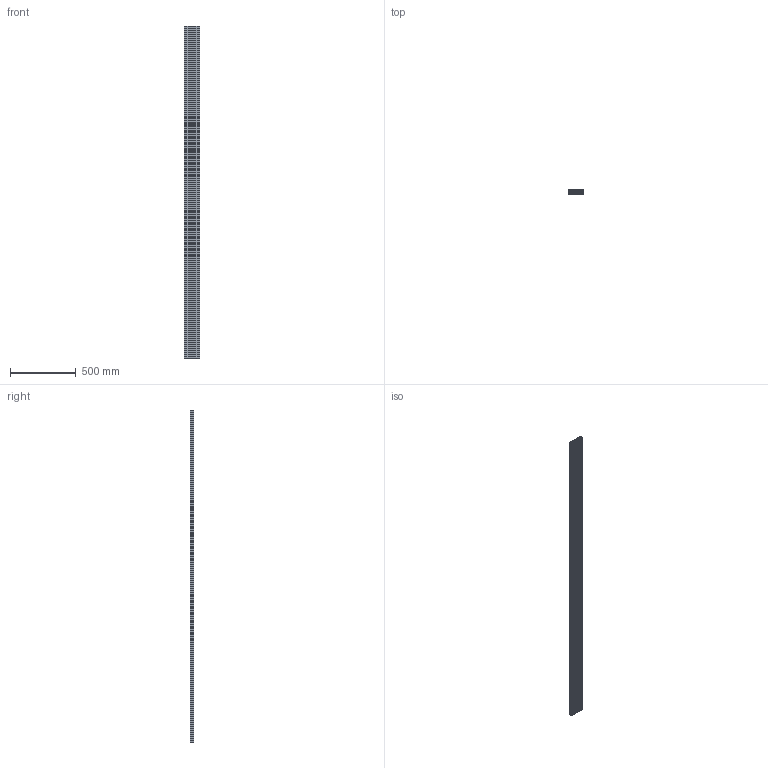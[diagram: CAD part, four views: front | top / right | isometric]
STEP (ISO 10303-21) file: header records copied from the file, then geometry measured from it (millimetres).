
FILE_DESCRIPTION (( 'STEP AP214' ), '1' );
FILE_NAME ('3312X Êîíñòðóêöèîííûé ïðîôèëü 30õ120.STEP', '2019-10-29T12:04:15', ( 'Windows User' ), ( '' ), 'SwSTEP 2.0', 'SolidWorks 2019', '' );
FILE_SCHEMA (( 'AUTOMOTIVE_DESIGN' ));
Length unit declared in the file: millimetre
Products named in the file (1): 3312X Êîíñòðóêöèîííûé ïðîôèëü 30õ120
Bounding box: 120 x 30 x 2530 mm (x, y, z)
Volume: 2596029.4 mm3; surface area: 2583530.7 mm2
Topology: 1 solids, 1 shells, 526 faces, 1572 edges, 1048 vertices
Faces by surface type: cylinder 290, plane 236
Entity records: 17974 total; most frequent: DIRECTION 3206, CARTESIAN_POINT 3147, ORIENTED_EDGE 3144, EDGE_CURVE 1572, AXIS2_PLACEMENT_3D 1107, VERTEX_POINT 1048, LINE 992, VECTOR 992
